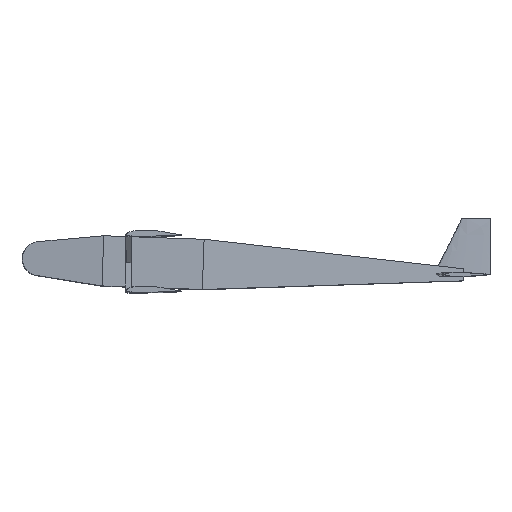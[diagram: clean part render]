
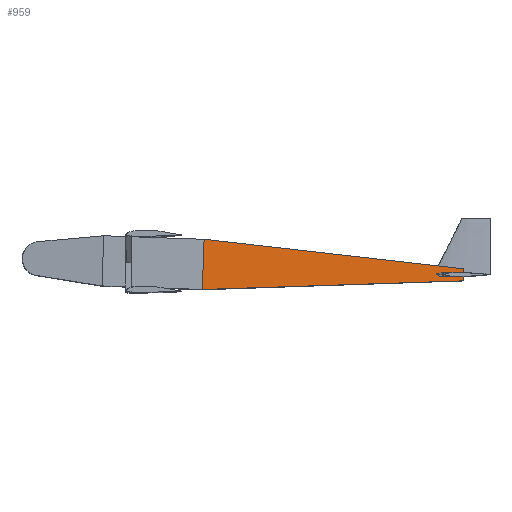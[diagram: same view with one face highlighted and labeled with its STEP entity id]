
A CAD part, top view. The second image highlights one B-rep face of the part: STEP entity #959.
In plain terms, the highlighted planar face has unit normal (0.091, 0.003, 0.996).
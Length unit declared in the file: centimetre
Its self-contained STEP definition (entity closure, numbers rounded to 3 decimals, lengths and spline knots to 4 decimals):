
#66=PLANE('',#1049);
#124=FACE_OUTER_BOUND('',#183,.T.);
#183=EDGE_LOOP('',(#739,#740,#741,#742));
#251=LINE('',#6280,#361);
#255=LINE('',#6289,#365);
#256=LINE('',#6290,#366);
#257=LINE('',#6291,#367);
#361=VECTOR('',#1152,3.5805);
#365=VECTOR('',#1158,3.5805);
#366=VECTOR('',#1159,3.5805);
#367=VECTOR('',#1160,3.5805);
#484=VERTEX_POINT('',#6278);
#485=VERTEX_POINT('',#6279);
#488=VERTEX_POINT('',#6287);
#489=VERTEX_POINT('',#6288);
#579=EDGE_CURVE('',#484,#485,#251,.T.);
#583=EDGE_CURVE('',#488,#489,#255,.T.);
#584=EDGE_CURVE('',#489,#484,#256,.T.);
#585=EDGE_CURVE('',#488,#485,#257,.T.);
#739=ORIENTED_EDGE('',*,*,#583,.T.);
#740=ORIENTED_EDGE('',*,*,#584,.T.);
#741=ORIENTED_EDGE('',*,*,#579,.T.);
#742=ORIENTED_EDGE('',*,*,#585,.F.);
#959=ADVANCED_FACE('',(#124),#66,.F.);
#1049=AXIS2_PLACEMENT_3D('',#6286,#1156,#1157);
#1152=DIRECTION('',(0.035,0.999,-0.006));
#1156=DIRECTION('center_axis',(-0.091,-0.003,
-0.996));
#1157=DIRECTION('ref_axis',(-0.995,0.036,0.091));
#1158=DIRECTION('',(-0.035,-0.999,0.006));
#1159=DIRECTION('',(0.995,0.033,-0.091));
#1160=DIRECTION('',(0.99,-0.112,-0.091));
#6278=CARTESIAN_POINT('',(60.2686,-8.1195,38.4955));
#6279=CARTESIAN_POINT('',(60.3449,-5.9725,38.4821));
#6280=CARTESIAN_POINT('',(60.3449,-5.9725,38.4821));
#6286=CARTESIAN_POINT('Origin',(13.695,-9.6631,42.7767));
#6287=CARTESIAN_POINT('',(14.0127,-0.7176,42.7209));
#6288=CARTESIAN_POINT('',(13.695,-9.6631,42.7767));
#6289=CARTESIAN_POINT('',(14.0127,-0.7176,42.7209));
#6290=CARTESIAN_POINT('',(13.695,-9.6631,42.7767));
#6291=CARTESIAN_POINT('',(14.0127,-0.7176,42.7209));
